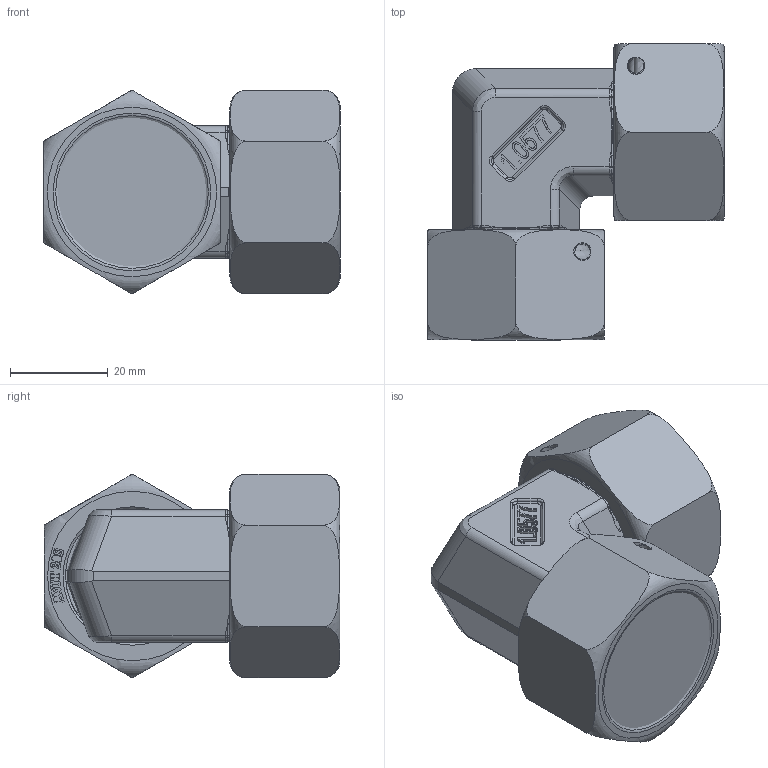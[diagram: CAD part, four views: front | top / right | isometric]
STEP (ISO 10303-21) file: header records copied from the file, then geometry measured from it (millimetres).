
FILE_DESCRIPTION(/* description */ (''),/* implementation_level */ '2;1');
FILE_NAME(/* name */ 'WKS20.stp',/* time_stamp */ '2024-12-05T12:46:00+01:00',/* author */ (''),/* organization */ (''),/* preprocessor_version */ 'ST-DEVELOPER v16',/* originating_system */ 'SIEMENS PLM Software NX 10.0',/* authorisation */ '');
FILE_SCHEMA (('CONFIG_CONTROL_DESIGN'));
Length unit declared in the file: millimetre
Products named in the file (5): X-OR-20; X-ST20; X-MT20; M-52-20-20; WKS20
Assembly tree (7 placements, depth 2):
  WKS20
    M-52-20-20
    X-MT20  x2
    X-ST20  x2
    X-OR-20  x2
Bounding box: 60.5 x 60.38 x 41.57 mm (x, y, z)
Volume: 110300.7 mm3; surface area: 35173.7 mm2
Topology: 8 solids, 8 shells, 1018 faces, 2693 edges, 1743 vertices
Faces by surface type: plane 626, bspline 140, cylinder 86, torus 82, extrusion 58, cone 24, revolution 2
Full cylindrical faces by diameter (mm): 3.2 x2, 14 x2, 26.955 x2, 27.245 x2, 27.8 x2, 33 x2
Entity records: 29487 total; most frequent: CARTESIAN_POINT 11734, ORIENTED_EDGE 4080, DIRECTION 2691, EDGE_CURVE 2040, VERTEX_POINT 1333, B_SPLINE_CURVE_WITH_KNOTS 1120, AXIS2_PLACEMENT_3D 1052, EDGE_LOOP 896
